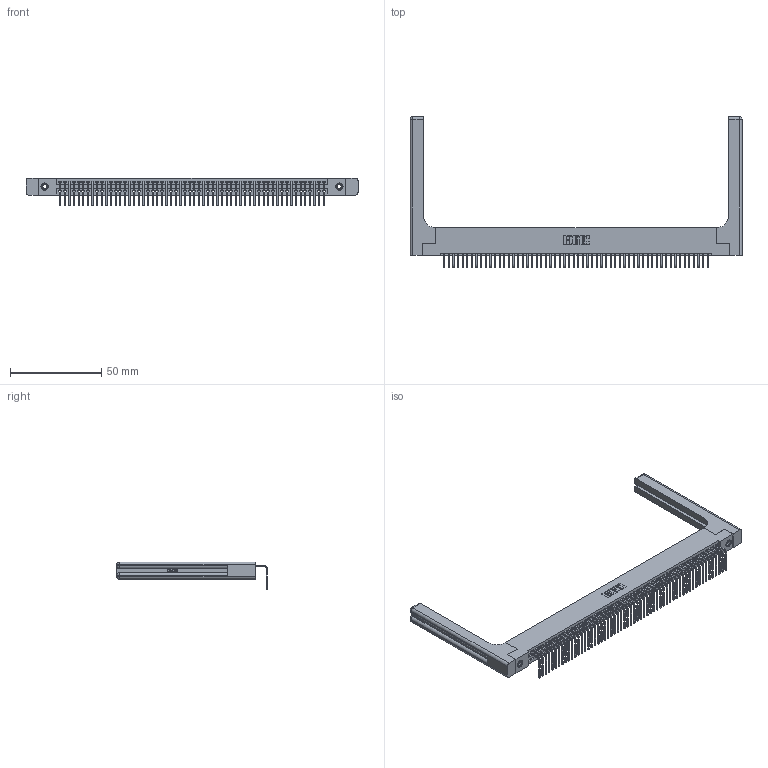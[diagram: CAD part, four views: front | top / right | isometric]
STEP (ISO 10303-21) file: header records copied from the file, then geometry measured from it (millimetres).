
FILE_DESCRIPTION (( 'STEP AP203' ), '1' );
FILE_NAME ('395-058-558-158.STEP', '2019-10-11T15:45:22', ( '' ), ( '' ), 'SwSTEP 2.0', 'SolidWorks 2016', '' );
FILE_SCHEMA (( 'CONFIG_CONTROL_DESIGN' ));
Length unit declared in the file: inch
Products named in the file (5): 345 Part_Flush Mounting Lugs - 0.156 Dia-TH; 345-292-001_558 Tail - 2; 345-250-001_345-250-001-102; 345-220-058_345-220-058; 395-058-558-158
Assembly tree (63 placements, depth 2):
  395-058-558-158
    345 Part_Flush Mounting Lugs - 0.156 Dia-TH
    345-292-001_558 Tail - 2  x58
    345-250-001_345-250-001-102  x2
    345-220-058_345-220-058  x2
Bounding box: 182.35 x 82.79 x 15.37 mm (x, y, z)
Volume: 26148.7 mm3; surface area: 30105.5 mm2
Topology: 63 solids, 63 shells, 3862 faces, 11563 edges, 7610 vertices
Faces by surface type: plane 2664, cylinder 1138, bspline 36, cone 12, sphere 8, torus 4
Entity records: 46764 total; most frequent: CARTESIAN_POINT 9071, ORIENTED_EDGE 7860, DIRECTION 6846, EDGE_CURVE 3930, VECTOR 3474, LINE 3474, VERTEX_POINT 2610, AXIS2_PLACEMENT_3D 1686
